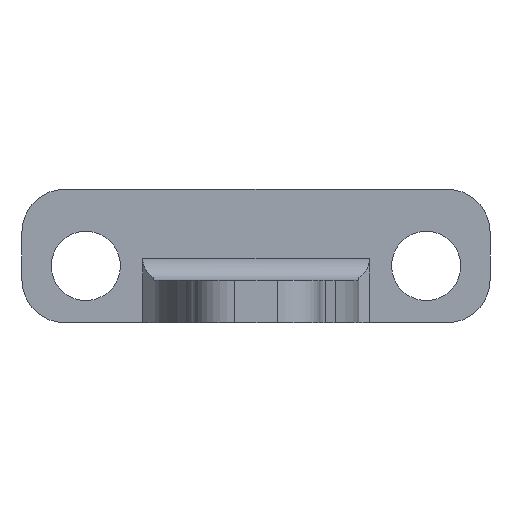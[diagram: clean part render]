
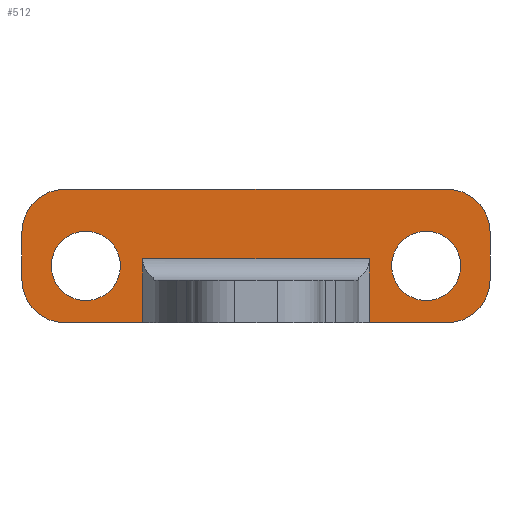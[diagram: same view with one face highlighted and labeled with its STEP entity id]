
A CAD part, left-side view. The second image highlights one B-rep face of the part: STEP entity #512.
In plain terms, the highlighted planar face has unit normal (-1, 0, 0).
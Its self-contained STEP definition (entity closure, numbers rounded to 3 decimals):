
#1 = EDGE_CURVE ( 'NONE', #837, #553, #1105, .T. ) ;
#5 = CARTESIAN_POINT ( 'NONE',  ( 17.9, 5.33, 3. ) ) ;
#27 = CARTESIAN_POINT ( 'NONE',  ( 17.9, 9., 4.265 ) ) ;
#35 = CARTESIAN_POINT ( 'NONE',  ( 17.9, 11., 2. ) ) ;
#42 = EDGE_CURVE ( 'NONE', #408, #1016, #717, .T. ) ;
#48 = CARTESIAN_POINT ( 'NONE',  ( 17.9, 0., 0. ) ) ;
#58 = ORIENTED_EDGE ( 'NONE', *, *, #689, .F. ) ;
#59 = ORIENTED_EDGE ( 'NONE', *, *, #42, .F. ) ;
#63 = CARTESIAN_POINT ( 'NONE',  ( 17.9, 5.33, 2. ) ) ;
#75 = CARTESIAN_POINT ( 'NONE',  ( 17.9, -8., 4.29 ) ) ;
#80 = VECTOR ( 'NONE', #184, 1000. ) ;
#84 = CARTESIAN_POINT ( 'NONE',  ( 17.9, 11., 2. ) ) ;
#99 = VECTOR ( 'NONE', #668, 1000. ) ;
#101 = CARTESIAN_POINT ( 'NONE',  ( 17.9, -8., 1.04 ) ) ;
#111 = FACE_BOUND ( 'NONE', #147, .T. ) ;
#130 = ORIENTED_EDGE ( 'NONE', *, *, #572, .T. ) ;
#133 = VECTOR ( 'NONE', #330, 1000. ) ;
#138 = AXIS2_PLACEMENT_3D ( 'NONE', #190, #686, #1073 ) ;
#144 = CARTESIAN_POINT ( 'NONE',  ( 17.9, 11., 4.265 ) ) ;
#147 = EDGE_LOOP ( 'NONE', ( #152, #327 ) ) ;
#152 = ORIENTED_EDGE ( 'NONE', *, *, #595, .T. ) ;
#158 = VECTOR ( 'NONE', #1106, 1000. ) ;
#175 = CIRCLE ( 'NONE', #732, 2. ) ;
#182 = EDGE_CURVE ( 'NONE', #553, #837, #521, .T. ) ;
#184 = DIRECTION ( 'NONE',  ( 0., 0., -1. ) ) ;
#190 = CARTESIAN_POINT ( 'NONE',  ( 17.9, 8., 2.665 ) ) ;
#193 = CARTESIAN_POINT ( 'NONE',  ( 17.9, 8., 4.29 ) ) ;
#202 = CARTESIAN_POINT ( 'NONE',  ( 17.9, 9., 0. ) ) ;
#216 = CARTESIAN_POINT ( 'NONE',  ( 17.9, -11., 2. ) ) ;
#223 = VERTEX_POINT ( 'NONE', #1008 ) ;
#249 = DIRECTION ( 'NONE',  ( 0., 0., -1. ) ) ;
#254 = EDGE_CURVE ( 'NONE', #1093, #348, #1180, .T. ) ;
#256 = VECTOR ( 'NONE', #824, 1000. ) ;
#282 = LINE ( 'NONE', #773, #99 ) ;
#299 = DIRECTION ( 'NONE',  ( 1., 0., 0. ) ) ;
#307 = LINE ( 'NONE', #216, #637 ) ;
#315 = LINE ( 'NONE', #48, #133 ) ;
#324 = DIRECTION ( 'NONE',  ( -1., 0., 0. ) ) ;
#327 = ORIENTED_EDGE ( 'NONE', *, *, #1243, .T. ) ;
#330 = DIRECTION ( 'NONE',  ( 0., -1., 0. ) ) ;
#335 = CARTESIAN_POINT ( 'NONE',  ( 17.9, -8., 2.665 ) ) ;
#342 = EDGE_CURVE ( 'NONE', #408, #693, #716, .T. ) ;
#348 = VERTEX_POINT ( 'NONE', #827 ) ;
#350 = DIRECTION ( 'NONE',  ( 1., 0., 0. ) ) ;
#355 = EDGE_LOOP ( 'NONE', ( #884, #814 ) ) ;
#357 = AXIS2_PLACEMENT_3D ( 'NONE', #624, #324, #427 ) ;
#362 = CARTESIAN_POINT ( 'NONE',  ( 17.9, -11., 2. ) ) ;
#363 = CIRCLE ( 'NONE', #138, 1.625 ) ;
#381 = VECTOR ( 'NONE', #681, 1000. ) ;
#398 = VERTEX_POINT ( 'NONE', #1224 ) ;
#399 = CIRCLE ( 'NONE', #771, 2. ) ;
#408 = VERTEX_POINT ( 'NONE', #931 ) ;
#422 = AXIS2_PLACEMENT_3D ( 'NONE', #1140, #482, #1055 ) ;
#423 = EDGE_CURVE ( 'NONE', #398, #974, #1123, .T. ) ;
#427 = DIRECTION ( 'NONE',  ( 0., 0., -1. ) ) ;
#432 = CARTESIAN_POINT ( 'NONE',  ( 17.9, 8., 1.04 ) ) ;
#439 = CARTESIAN_POINT ( 'NONE',  ( 17.9, -11., 4.265 ) ) ;
#441 = EDGE_CURVE ( 'NONE', #693, #709, #550, .T. ) ;
#455 = CARTESIAN_POINT ( 'NONE',  ( 17.9, 9., 2. ) ) ;
#463 = VERTEX_POINT ( 'NONE', #362 ) ;
#482 = DIRECTION ( 'NONE',  ( 1., 0., 0. ) ) ;
#512 = ADVANCED_FACE ( 'NONE', ( #972, #111, #1068 ), #759, .F. ) ;
#521 = CIRCLE ( 'NONE', #422, 1.625 ) ;
#535 = VERTEX_POINT ( 'NONE', #202 ) ;
#539 = ORIENTED_EDGE ( 'NONE', *, *, #423, .T. ) ;
#550 = LINE ( 'NONE', #84, #80 ) ;
#551 = ORIENTED_EDGE ( 'NONE', *, *, #342, .T. ) ;
#553 = VERTEX_POINT ( 'NONE', #101 ) ;
#572 = EDGE_CURVE ( 'NONE', #535, #398, #282, .T. ) ;
#595 = EDGE_CURVE ( 'NONE', #1132, #1094, #363, .T. ) ;
#624 = CARTESIAN_POINT ( 'NONE',  ( 17.9, -9., 2. ) ) ;
#637 = VECTOR ( 'NONE', #992, 1000. ) ;
#641 = AXIS2_PLACEMENT_3D ( 'NONE', #682, #299, #955 ) ;
#653 = DIRECTION ( 'NONE',  ( -1., 0., 0. ) ) ;
#655 = ORIENTED_EDGE ( 'NONE', *, *, #753, .T. ) ;
#668 = DIRECTION ( 'NONE',  ( 0., -1., 0. ) ) ;
#676 = CIRCLE ( 'NONE', #357, 2. ) ;
#679 = EDGE_CURVE ( 'NONE', #1226, #1016, #175, .T. ) ;
#681 = DIRECTION ( 'NONE',  ( 0., -1., 0. ) ) ;
#682 = CARTESIAN_POINT ( 'NONE',  ( 17.9, 0., 2. ) ) ;
#686 = DIRECTION ( 'NONE',  ( 1., 0., 0. ) ) ;
#689 = EDGE_CURVE ( 'NONE', #1226, #463, #307, .T. ) ;
#693 = VERTEX_POINT ( 'NONE', #144 ) ;
#709 = VERTEX_POINT ( 'NONE', #35 ) ;
#716 = CIRCLE ( 'NONE', #774, 2. ) ;
#717 = LINE ( 'NONE', #726, #256 ) ;
#726 = CARTESIAN_POINT ( 'NONE',  ( 17.9, 0., 6.265 ) ) ;
#732 = AXIS2_PLACEMENT_3D ( 'NONE', #1178, #793, #1081 ) ;
#739 = EDGE_CURVE ( 'NONE', #223, #463, #676, .T. ) ;
#743 = CARTESIAN_POINT ( 'NONE',  ( 17.9, 8., 2.665 ) ) ;
#753 = EDGE_CURVE ( 'NONE', #348, #223, #315, .T. ) ;
#759 = PLANE ( 'NONE',  #641 ) ;
#770 = CARTESIAN_POINT ( 'NONE',  ( 17.9, -9., 6.265 ) ) ;
#771 = AXIS2_PLACEMENT_3D ( 'NONE', #455, #833, #1120 ) ;
#773 = CARTESIAN_POINT ( 'NONE',  ( 17.9, 0., 0. ) ) ;
#774 = AXIS2_PLACEMENT_3D ( 'NONE', #27, #653, #249 ) ;
#778 = LINE ( 'NONE', #1148, #381 ) ;
#793 = DIRECTION ( 'NONE',  ( -1., 0., 0. ) ) ;
#814 = ORIENTED_EDGE ( 'NONE', *, *, #1, .T. ) ;
#824 = DIRECTION ( 'NONE',  ( 0., -1., 0. ) ) ;
#827 = CARTESIAN_POINT ( 'NONE',  ( 17.9, -5.33, 0. ) ) ;
#833 = DIRECTION ( 'NONE',  ( -1., 0., 0. ) ) ;
#837 = VERTEX_POINT ( 'NONE', #75 ) ;
#877 = EDGE_LOOP ( 'NONE', ( #1139, #1101, #655, #1193, #58, #1219, #59, #551, #1169, #1091, #130, #539 ) ) ;
#884 = ORIENTED_EDGE ( 'NONE', *, *, #182, .T. ) ;
#919 = DIRECTION ( 'NONE',  ( 0., 0., -1. ) ) ;
#931 = CARTESIAN_POINT ( 'NONE',  ( 17.9, 9., 6.265 ) ) ;
#944 = DIRECTION ( 'NONE',  ( 0., 0., 1. ) ) ;
#955 = DIRECTION ( 'NONE',  ( 0., 0., -1. ) ) ;
#956 = EDGE_CURVE ( 'NONE', #709, #535, #399, .T. ) ;
#972 = FACE_BOUND ( 'NONE', #355, .T. ) ;
#974 = VERTEX_POINT ( 'NONE', #5 ) ;
#992 = DIRECTION ( 'NONE',  ( 0., 0., -1. ) ) ;
#1000 = AXIS2_PLACEMENT_3D ( 'NONE', #335, #350, #919 ) ;
#1008 = CARTESIAN_POINT ( 'NONE',  ( 17.9, -9., 0. ) ) ;
#1012 = DIRECTION ( 'NONE',  ( 1., 0., 0. ) ) ;
#1016 = VERTEX_POINT ( 'NONE', #770 ) ;
#1019 = EDGE_CURVE ( 'NONE', #974, #1093, #778, .T. ) ;
#1031 = CIRCLE ( 'NONE', #1151, 1.625 ) ;
#1055 = DIRECTION ( 'NONE',  ( 0., 0., -1. ) ) ;
#1056 = CARTESIAN_POINT ( 'NONE',  ( 17.9, -5.33, 3. ) ) ;
#1068 = FACE_OUTER_BOUND ( 'NONE', #877, .T. ) ;
#1073 = DIRECTION ( 'NONE',  ( 0., 0., -1. ) ) ;
#1081 = DIRECTION ( 'NONE',  ( 0., 0., -1. ) ) ;
#1091 = ORIENTED_EDGE ( 'NONE', *, *, #956, .T. ) ;
#1093 = VERTEX_POINT ( 'NONE', #1056 ) ;
#1094 = VERTEX_POINT ( 'NONE', #193 ) ;
#1101 = ORIENTED_EDGE ( 'NONE', *, *, #254, .T. ) ;
#1105 = CIRCLE ( 'NONE', #1000, 1.625 ) ;
#1106 = DIRECTION ( 'NONE',  ( 0., 0., -1. ) ) ;
#1120 = DIRECTION ( 'NONE',  ( 0., 0., -1. ) ) ;
#1123 = LINE ( 'NONE', #63, #1147 ) ;
#1128 = DIRECTION ( 'NONE',  ( 0., 0., -1. ) ) ;
#1132 = VERTEX_POINT ( 'NONE', #432 ) ;
#1139 = ORIENTED_EDGE ( 'NONE', *, *, #1019, .T. ) ;
#1140 = CARTESIAN_POINT ( 'NONE',  ( 17.9, -8., 2.665 ) ) ;
#1147 = VECTOR ( 'NONE', #944, 1000. ) ;
#1148 = CARTESIAN_POINT ( 'NONE',  ( 17.9, 0., 3. ) ) ;
#1151 = AXIS2_PLACEMENT_3D ( 'NONE', #743, #1012, #1128 ) ;
#1169 = ORIENTED_EDGE ( 'NONE', *, *, #441, .T. ) ;
#1178 = CARTESIAN_POINT ( 'NONE',  ( 17.9, -9., 4.265 ) ) ;
#1180 = LINE ( 'NONE', #1199, #158 ) ;
#1193 = ORIENTED_EDGE ( 'NONE', *, *, #739, .T. ) ;
#1199 = CARTESIAN_POINT ( 'NONE',  ( 17.9, -5.33, 0. ) ) ;
#1219 = ORIENTED_EDGE ( 'NONE', *, *, #679, .T. ) ;
#1224 = CARTESIAN_POINT ( 'NONE',  ( 17.9, 5.33, 0. ) ) ;
#1226 = VERTEX_POINT ( 'NONE', #439 ) ;
#1243 = EDGE_CURVE ( 'NONE', #1094, #1132, #1031, .T. ) ;
